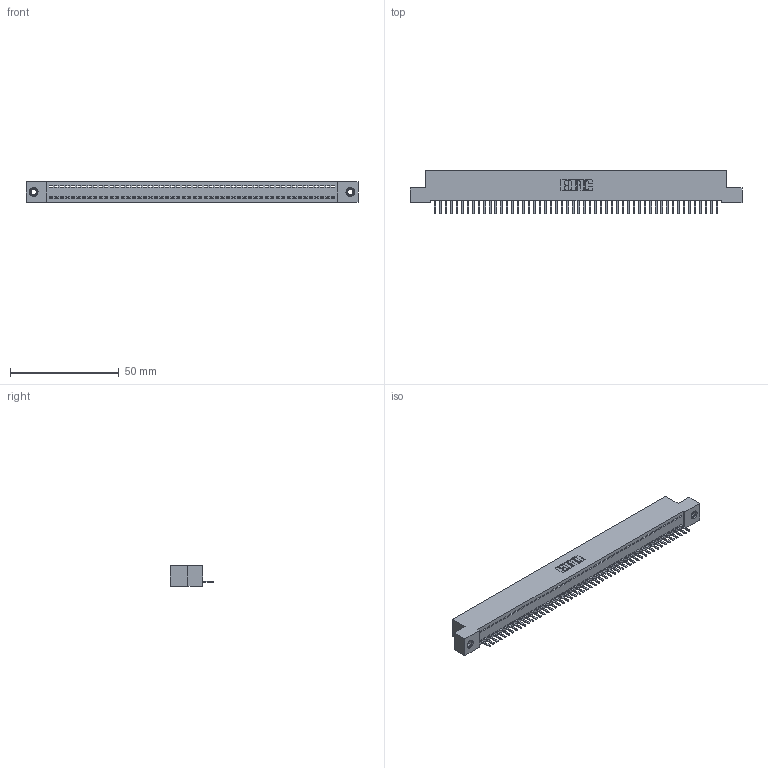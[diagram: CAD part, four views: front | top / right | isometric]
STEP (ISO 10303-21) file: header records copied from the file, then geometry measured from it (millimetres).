
FILE_DESCRIPTION (( 'STEP AP203' ), '1' );
FILE_NAME ('342-052-520-107.STEP', '2018-08-12T21:25:46', ( '' ), ( '' ), 'SwSTEP 2.0', 'SolidWorks 2016', '' );
FILE_SCHEMA (( 'CONFIG_CONTROL_DESIGN' ));
Length unit declared in the file: inch
Products named in the file (4): 342-052-520-107; 342 Part_TI; 345-292-001_345-293-120; 345-250-001_345-250-005-103
Assembly tree (55 placements, depth 2):
  342-052-520-107
    342 Part_TI
    345-292-001_345-293-120  x52
    345-250-001_345-250-005-103  x2
Bounding box: 152.4 x 20.02 x 9.4 mm (x, y, z)
Volume: 13237 mm3; surface area: 19178.5 mm2
Topology: 55 solids, 55 shells, 3394 faces, 10003 edges, 6522 vertices
Faces by surface type: plane 2386, cylinder 992, cone 12, torus 4
Entity records: 31664 total; most frequent: CARTESIAN_POINT 5453, ORIENTED_EDGE 5422, DIRECTION 4601, EDGE_CURVE 2711, VECTOR 2559, LINE 2559, VERTEX_POINT 1800, AXIS2_PLACEMENT_3D 1021
